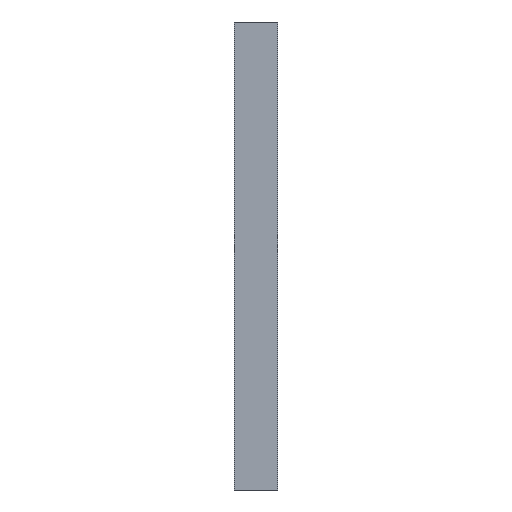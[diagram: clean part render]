
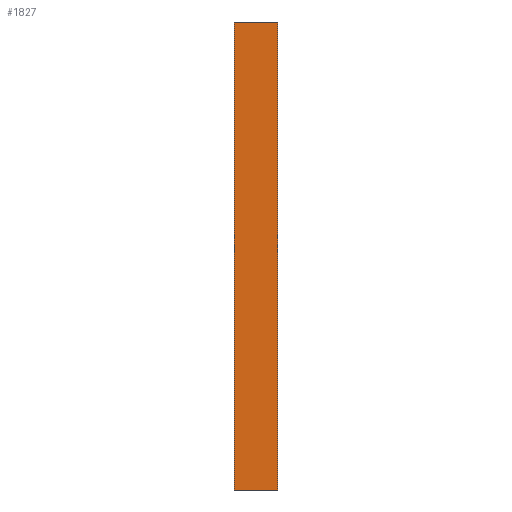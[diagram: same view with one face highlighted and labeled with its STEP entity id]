
A CAD part, left-side view. The second image highlights one B-rep face of the part: STEP entity #1827.
In plain terms, the highlighted planar face has unit normal (-1, 0, 0).
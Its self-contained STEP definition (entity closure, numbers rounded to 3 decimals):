
#144=PLANE('',#2076);
#247=FACE_OUTER_BOUND('',#408,.T.);
#408=EDGE_LOOP('',(#1610,#1611,#1612,#1613));
#485=LINE('',#2875,#596);
#552=LINE('',#3136,#663);
#553=LINE('',#3138,#664);
#554=LINE('',#3139,#665);
#596=VECTOR('',#2301,10.);
#663=VECTOR('',#2636,10.);
#664=VECTOR('',#2637,10.);
#665=VECTOR('',#2638,10.);
#890=VERTEX_POINT('',#2872);
#891=VERTEX_POINT('',#2874);
#951=VERTEX_POINT('',#3135);
#952=VERTEX_POINT('',#3137);
#1063=EDGE_CURVE('',#890,#891,#485,.T.);
#1184=EDGE_CURVE('',#951,#890,#552,.T.);
#1185=EDGE_CURVE('',#952,#951,#553,.T.);
#1186=EDGE_CURVE('',#952,#891,#554,.T.);
#1610=ORIENTED_EDGE('',*,*,#1184,.F.);
#1611=ORIENTED_EDGE('',*,*,#1185,.F.);
#1612=ORIENTED_EDGE('',*,*,#1186,.T.);
#1613=ORIENTED_EDGE('',*,*,#1063,.F.);
#1827=ADVANCED_FACE('',(#247),#144,.T.);
#2076=AXIS2_PLACEMENT_3D('',#3134,#2634,#2635);
#2301=DIRECTION('',(0.,0.,1.));
#2634=DIRECTION('center_axis',(-1.,0.,0.));
#2635=DIRECTION('ref_axis',(0.,0.,-1.));
#2636=DIRECTION('',(0.,1.,0.));
#2637=DIRECTION('',(0.,0.,-1.));
#2638=DIRECTION('',(0.,1.,0.));
#2872=CARTESIAN_POINT('',(-63.,0.639,3.));
#2874=CARTESIAN_POINT('',(-63.,0.639,63.));
#2875=CARTESIAN_POINT('',(-63.,0.639,3.));
#3134=CARTESIAN_POINT('Origin',(-63.,0.,63.));
#3135=CARTESIAN_POINT('',(-63.,-5.,3.));
#3136=CARTESIAN_POINT('',(-63.,0.,3.));
#3137=CARTESIAN_POINT('',(-63.,-5.,63.));
#3138=CARTESIAN_POINT('',(-63.,-5.,3.));
#3139=CARTESIAN_POINT('',(-63.,0.,63.));
